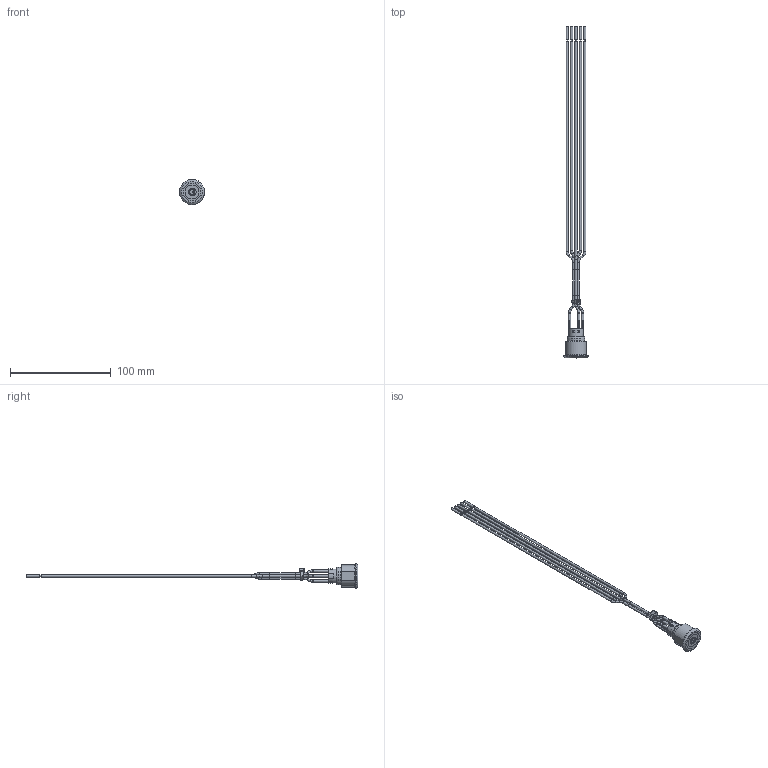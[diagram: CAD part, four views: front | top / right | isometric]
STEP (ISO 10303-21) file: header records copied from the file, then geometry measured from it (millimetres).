
FILE_DESCRIPTION(/* description */ (''),/* implementation_level */ '2;1');
FILE_NAME(/* name */ '000026367_Shrinkwrap_1.stp',/* time_stamp */ '2023-02-16T13:50:33-06:00',/* author */ ('jmeyers'),/* organization */ (''),/* preprocessor_version */ 'ST-DEVELOPER v18.1',/* originating_system */ 'Autodesk Inventor 2020',/* authorisation */ '');
FILE_SCHEMA (('AUTOMOTIVE_DESIGN { 1 0 10303 214 3 1 1 }'));
Length unit declared in the file: millimetre
Products named in the file (1): 000026367_Shrinkwrap_1
Bounding box: 25 x 329.2 x 25 mm (x, y, z)
Volume: 14112 mm3; surface area: 14345.7 mm2
Topology: 1 solids, 1 shells, 402 faces, 1105 edges, 713 vertices
Faces by surface type: plane 214, cylinder 93, bspline 50, torus 27, cone 10, sphere 8
Full cylindrical faces by diameter (mm): 1.1 x5, 2.2 x32, 2.4 x5, 13.3 x1, 14.7 x1, 17.5 x1, 20.5 x1, 25 x1
Entity records: 13357 total; most frequent: CARTESIAN_POINT 3029, ORIENTED_EDGE 2212, DIRECTION 2102, EDGE_CURVE 1106, AXIS2_PLACEMENT_3D 746, VERTEX_POINT 713, LINE 610, VECTOR 610
